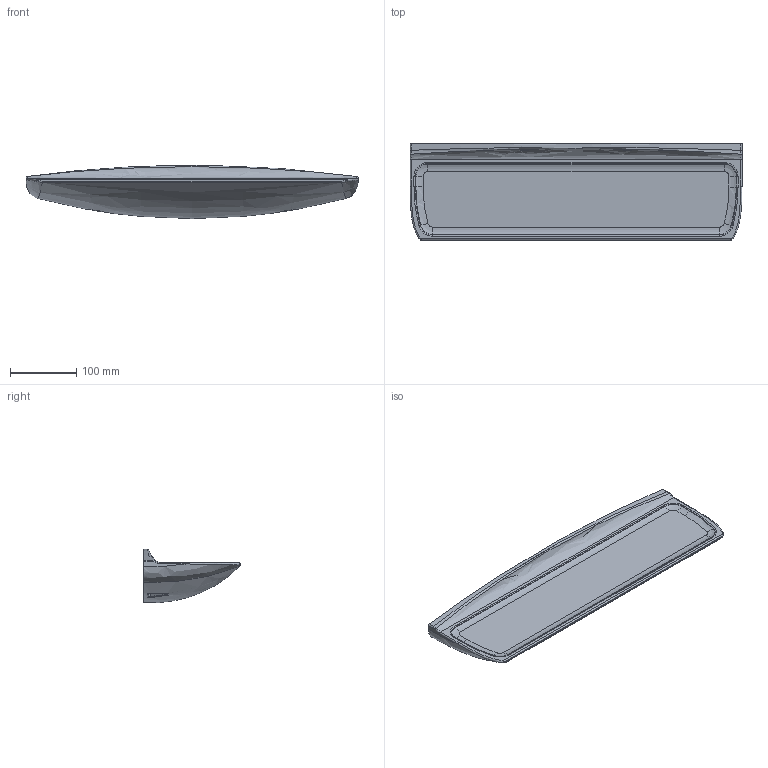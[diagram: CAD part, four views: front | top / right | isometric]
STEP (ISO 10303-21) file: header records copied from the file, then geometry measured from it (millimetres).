
FILE_DESCRIPTION((''),'2;1');
FILE_NAME('089350.stp','2008-03-11T08:00:23',('Huebner'),(''),'Autodesk Inventor 11','Autodesk Inventor 11','');
FILE_SCHEMA(('AUTOMOTIVE_DESIGN { 1 0 10303 214 1 1 1 1 }'));
Length unit declared in the file: millimetre
Products named in the file (2): 089350
Assembly tree (1 placements, depth 2):
  089350
    089350
Bounding box: 500 x 145 x 80.05 mm (x, y, z)
Volume: 2512013.5 mm3; surface area: 193197.8 mm2
Topology: 1 solids, 1 shells, 92 faces, 210 edges, 123 vertices
Faces by surface type: bspline 65, cylinder 13, plane 12, sphere 2
Full cylindrical faces by diameter (mm): 12 x2
Entity records: 8781 total; most frequent: CARTESIAN_POINT 7083, ORIENTED_EDGE 416, EDGE_CURVE 208, DIRECTION 199, B_SPLINE_CURVE_WITH_KNOTS 125, VERTEX_POINT 123, EDGE_LOOP 101, FACE_OUTER_BOUND 92
